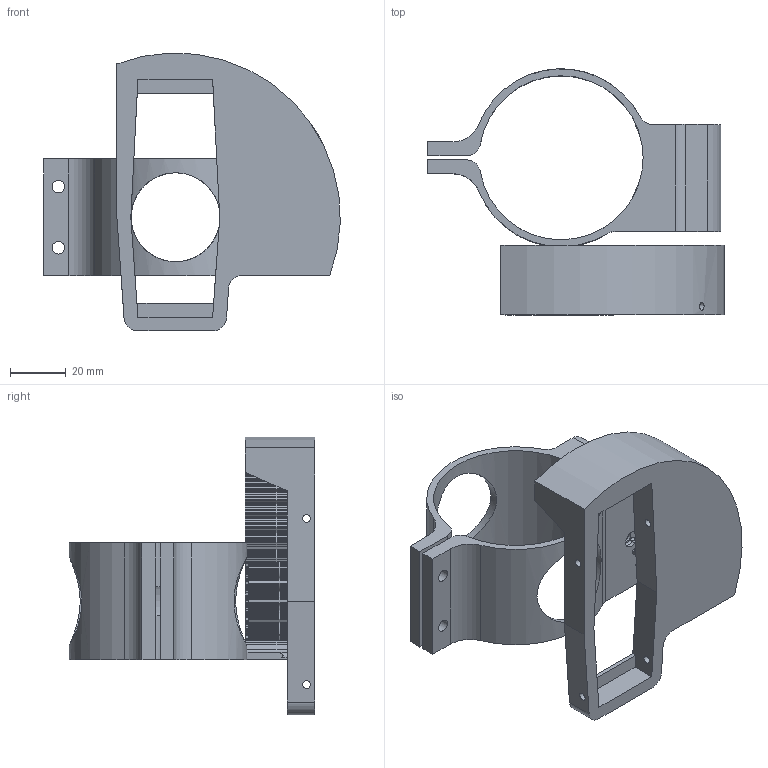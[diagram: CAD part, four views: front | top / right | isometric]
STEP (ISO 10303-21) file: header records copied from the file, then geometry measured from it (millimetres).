
FILE_DESCRIPTION(/* description */ (''),/* implementation_level */ '2;1');
FILE_NAME(/* name */ 'version2 v13.step',/* time_stamp */ '2023-09-06T19:21:57+02:00',/* author */ (''),/* organization */ (''),/* preprocessor_version */ 'ST-DEVELOPER v19.2',/* originating_system */ 'Autodesk Translation Framework v12.6.0.85',/* authorisation */ '');
FILE_SCHEMA (('AUTOMOTIVE_DESIGN { 1 0 10303 214 3 1 1 }'));
Length unit declared in the file: millimetre
Products named in the file (3): version2; Component1; Component2
Assembly tree (2 placements, depth 2):
  version2
    Component1
    Component2
Bounding box: 106.71 x 88.49 x 99.98 mm (x, y, z)
Volume: 96991.9 mm3; surface area: 47086.9 mm2
Topology: 3 solids, 3 shells, 1464 faces, 4356 edges, 2902 vertices
Faces by surface type: plane 1372, cylinder 82, torus 8, cone 2
Full cylindrical faces by diameter (mm): 2.8 x4, 3.5 x2, 4.5 x5, 7.25 x1, 8 x1, 25.25 x1, 32 x2
Entity records: 48658 total; most frequent: CARTESIAN_POINT 9078, ORIENTED_EDGE 8712, DIRECTION 7446, EDGE_CURVE 4356, LINE 4160, VECTOR 4160, VERTEX_POINT 2902, AXIS2_PLACEMENT_3D 1643
